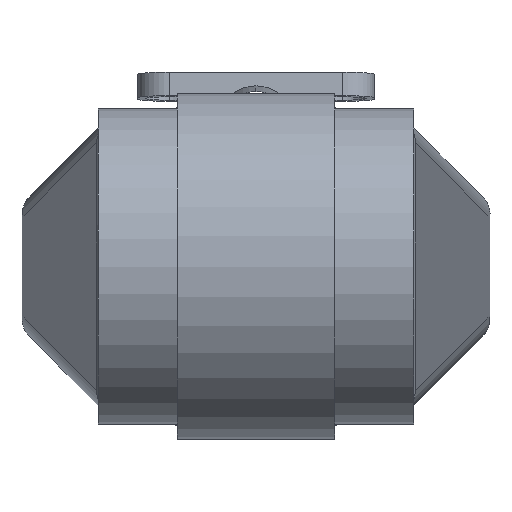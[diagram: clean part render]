
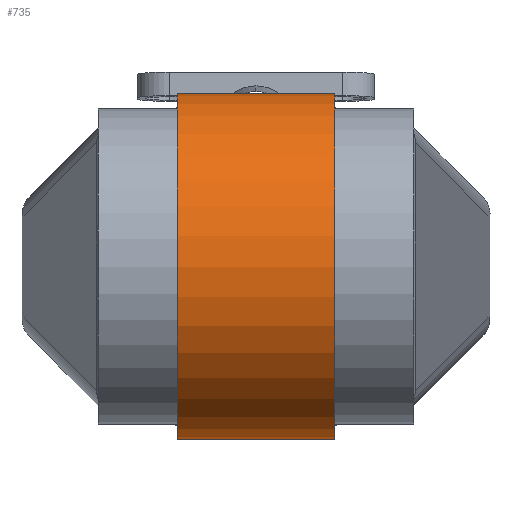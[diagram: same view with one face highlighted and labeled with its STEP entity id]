
A CAD part, front view. The second image highlights one B-rep face of the part: STEP entity #735.
In plain terms, the highlighted cylindrical face has radius 11 mm (diameter 22 mm), a partial arc.
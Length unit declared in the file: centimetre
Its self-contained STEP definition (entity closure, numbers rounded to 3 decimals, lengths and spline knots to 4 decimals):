
#26 = CARTESIAN_POINT ( 'NONE',  ( -0.5, -1.9, -1.1 ) ) ;
#69 = VERTEX_POINT ( 'NONE', #26 ) ;
#94 = DIRECTION ( 'NONE',  ( -1., 0., 0. ) ) ;
#100 = ORIENTED_EDGE ( 'NONE', *, *, #748, .T. ) ;
#105 = CIRCLE ( 'NONE', #410, 1.1 ) ;
#122 = AXIS2_PLACEMENT_3D ( 'NONE', #767, #1580, #937 ) ;
#257 = CARTESIAN_POINT ( 'NONE',  ( 0.5, -1.9, 1.1 ) ) ;
#410 = AXIS2_PLACEMENT_3D ( 'NONE', #1418, #2041, #1262 ) ;
#513 = VERTEX_POINT ( 'NONE', #514 ) ;
#514 = CARTESIAN_POINT ( 'NONE',  ( 0.5, -1.9, -1.1 ) ) ;
#564 = CARTESIAN_POINT ( 'NONE',  ( 0.5, -1.9, -1.1 ) ) ;
#643 = AXIS2_PLACEMENT_3D ( 'NONE', #1926, #1276, #1099 ) ;
#663 = VERTEX_POINT ( 'NONE', #2059 ) ;
#679 = CIRCLE ( 'NONE', #643, 1.1 ) ;
#735 = ADVANCED_FACE ( 'NONE', ( #1901 ), #1696, .T. ) ;
#748 = EDGE_CURVE ( 'NONE', #1873, #663, #1738, .T. ) ;
#767 = CARTESIAN_POINT ( 'NONE',  ( 0.5, -1.9, 0. ) ) ;
#850 = VECTOR ( 'NONE', #1724, 100. ) ;
#868 = EDGE_CURVE ( 'NONE', #663, #69, #679, .T. ) ;
#885 = ORIENTED_EDGE ( 'NONE', *, *, #1709, .F. ) ;
#937 = DIRECTION ( 'NONE',  ( 0., 0., 1. ) ) ;
#1099 = DIRECTION ( 'NONE',  ( 0., 0., -1. ) ) ;
#1145 = EDGE_CURVE ( 'NONE', #513, #69, #2008, .T. ) ;
#1262 = DIRECTION ( 'NONE',  ( 0., 0., -1. ) ) ;
#1276 = DIRECTION ( 'NONE',  ( 1., 0., 0. ) ) ;
#1418 = CARTESIAN_POINT ( 'NONE',  ( 0.5, -1.9, 0. ) ) ;
#1510 = EDGE_LOOP ( 'NONE', ( #1697, #885, #100, #1999 ) ) ;
#1580 = DIRECTION ( 'NONE',  ( -1., 0., 0. ) ) ;
#1669 = VECTOR ( 'NONE', #94, 100. ) ;
#1696 = CYLINDRICAL_SURFACE ( 'NONE', #122, 1.1 ) ;
#1697 = ORIENTED_EDGE ( 'NONE', *, *, #1145, .F. ) ;
#1709 = EDGE_CURVE ( 'NONE', #1873, #513, #105, .T. ) ;
#1724 = DIRECTION ( 'NONE',  ( -1., 0., 0. ) ) ;
#1738 = LINE ( 'NONE', #257, #1669 ) ;
#1795 = CARTESIAN_POINT ( 'NONE',  ( 0.5, -1.9, 1.1 ) ) ;
#1873 = VERTEX_POINT ( 'NONE', #1795 ) ;
#1901 = FACE_OUTER_BOUND ( 'NONE', #1510, .T. ) ;
#1926 = CARTESIAN_POINT ( 'NONE',  ( -0.5, -1.9, 0. ) ) ;
#1999 = ORIENTED_EDGE ( 'NONE', *, *, #868, .T. ) ;
#2008 = LINE ( 'NONE', #564, #850 ) ;
#2041 = DIRECTION ( 'NONE',  ( 1., 0., 0. ) ) ;
#2059 = CARTESIAN_POINT ( 'NONE',  ( -0.5, -1.9, 1.1 ) ) ;
